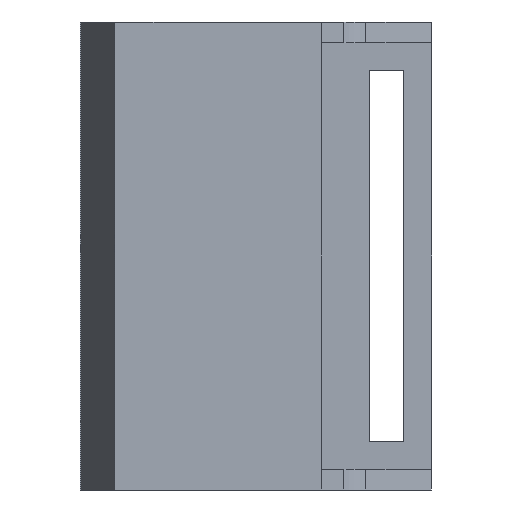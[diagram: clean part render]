
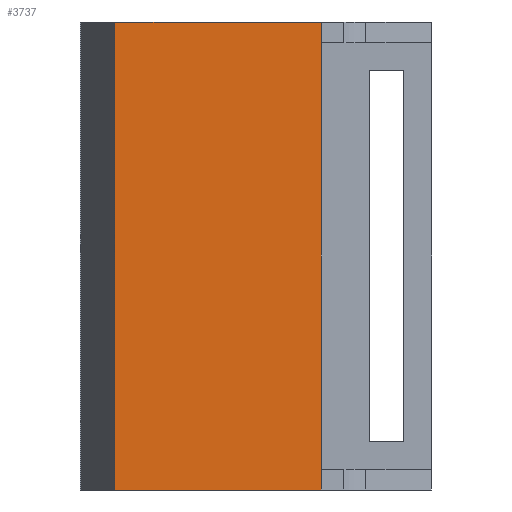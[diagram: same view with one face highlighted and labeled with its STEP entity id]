
A CAD part, front view. The second image highlights one B-rep face of the part: STEP entity #3737.
In plain terms, the highlighted planar face has unit normal (0, -1, 0).
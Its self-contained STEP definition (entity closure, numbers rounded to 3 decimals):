
#75 = CARTESIAN_POINT ( 'NONE',  ( -7.5, 0., 17. ) ) ;
#97 = DIRECTION ( 'NONE',  ( 0., 0., -1. ) ) ;
#165 = DIRECTION ( 'NONE',  ( 1., 0., 0. ) ) ;
#210 = CARTESIAN_POINT ( 'NONE',  ( 7.5, 0., 17. ) ) ;
#269 = FACE_OUTER_BOUND ( 'NONE', #2396, .T. ) ;
#406 = CARTESIAN_POINT ( 'NONE',  ( 7.5, 0., 17. ) ) ;
#441 = LINE ( 'NONE', #3833, #449 ) ;
#442 = DIRECTION ( 'NONE',  ( 0., 0., -1. ) ) ;
#449 = VECTOR ( 'NONE', #3834, 1000. ) ;
#475 = CARTESIAN_POINT ( 'NONE',  ( -7.5, 0., -17. ) ) ;
#553 = VECTOR ( 'NONE', #1351, 1000. ) ;
#581 = LINE ( 'NONE', #1300, #553 ) ;
#598 = VECTOR ( 'NONE', #2099, 1000. ) ;
#602 = LINE ( 'NONE', #1708, #598 ) ;
#721 = AXIS2_PLACEMENT_3D ( 'NONE', #2486, #2490, #2472 ) ;
#782 = VECTOR ( 'NONE', #97, 1000. ) ;
#789 = LINE ( 'NONE', #75, #782 ) ;
#824 = VECTOR ( 'NONE', #165, 1000. ) ;
#829 = LINE ( 'NONE', #210, #824 ) ;
#838 = VECTOR ( 'NONE', #442, 1000. ) ;
#841 = LINE ( 'NONE', #406, #838 ) ;
#1278 = CARTESIAN_POINT ( 'NONE',  ( 7.5, 0., 17. ) ) ;
#1300 = CARTESIAN_POINT ( 'NONE',  ( 7.5, 0., -17. ) ) ;
#1351 = DIRECTION ( 'NONE',  ( 1., 0., 0. ) ) ;
#1418 = CARTESIAN_POINT ( 'NONE',  ( -7.5, 0., 17. ) ) ;
#1449 = CARTESIAN_POINT ( 'NONE',  ( 7.5, 0., -17. ) ) ;
#1581 = CARTESIAN_POINT ( 'NONE',  ( 7.5, 0., 15.5 ) ) ;
#1687 = ORIENTED_EDGE ( 'NONE', *, *, #3309, .T. ) ;
#1708 = CARTESIAN_POINT ( 'NONE',  ( 7.5, 0., 17. ) ) ;
#2061 = ORIENTED_EDGE ( 'NONE', *, *, #3475, .F. ) ;
#2099 = DIRECTION ( 'NONE',  ( 0., 0., -1. ) ) ;
#2101 = VERTEX_POINT ( 'NONE', #1449 ) ;
#2165 = VERTEX_POINT ( 'NONE', #1418 ) ;
#2396 = EDGE_LOOP ( 'NONE', ( #1687, #3829, #2061, #3191, #2954, #3709 ) ) ;
#2472 = DIRECTION ( 'NONE',  ( 0., 0., 1. ) ) ;
#2482 = PLANE ( 'NONE',  #721 ) ;
#2486 = CARTESIAN_POINT ( 'NONE',  ( 7.5, 0., 17. ) ) ;
#2490 = DIRECTION ( 'NONE',  ( 0., 1., 0. ) ) ;
#2809 = EDGE_CURVE ( 'NONE', #3908, #3878, #841, .T. ) ;
#2832 = CARTESIAN_POINT ( 'NONE',  ( 7.5, 0., -15.5 ) ) ;
#2844 = EDGE_CURVE ( 'NONE', #2165, #3908, #829, .T. ) ;
#2912 = EDGE_CURVE ( 'NONE', #2165, #3404, #789, .T. ) ;
#2954 = ORIENTED_EDGE ( 'NONE', *, *, #2844, .F. ) ;
#3191 = ORIENTED_EDGE ( 'NONE', *, *, #2809, .F. ) ;
#3267 = EDGE_CURVE ( 'NONE', #3550, #2101, #602, .T. ) ;
#3309 = EDGE_CURVE ( 'NONE', #3404, #2101, #581, .T. ) ;
#3404 = VERTEX_POINT ( 'NONE', #475 ) ;
#3475 = EDGE_CURVE ( 'NONE', #3878, #3550, #441, .T. ) ;
#3550 = VERTEX_POINT ( 'NONE', #2832 ) ;
#3709 = ORIENTED_EDGE ( 'NONE', *, *, #2912, .T. ) ;
#3737 = ADVANCED_FACE ( 'NONE', ( #269 ), #2482, .F. ) ;
#3829 = ORIENTED_EDGE ( 'NONE', *, *, #3267, .F. ) ;
#3833 = CARTESIAN_POINT ( 'NONE',  ( 7.5, 0., 15.5 ) ) ;
#3834 = DIRECTION ( 'NONE',  ( 0., 0., -1. ) ) ;
#3878 = VERTEX_POINT ( 'NONE', #1581 ) ;
#3908 = VERTEX_POINT ( 'NONE', #1278 ) ;
